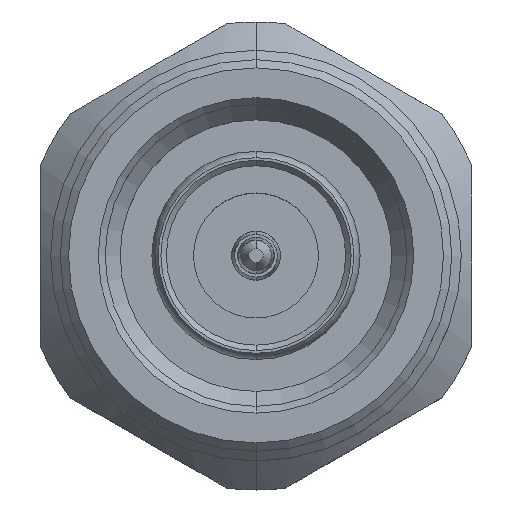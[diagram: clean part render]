
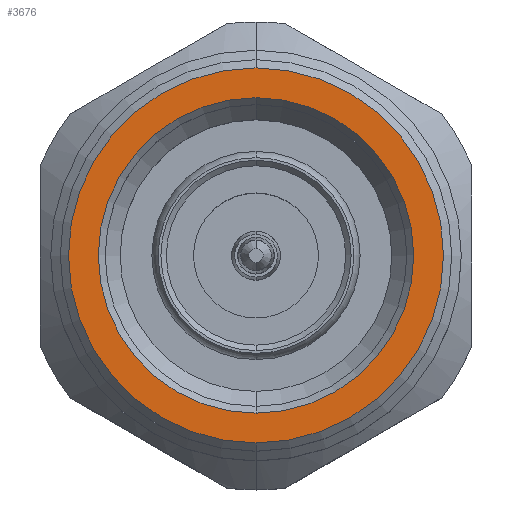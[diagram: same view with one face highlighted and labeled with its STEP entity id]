
A CAD part, top view. The second image highlights one B-rep face of the part: STEP entity #3676.
In plain terms, the highlighted face is planar.
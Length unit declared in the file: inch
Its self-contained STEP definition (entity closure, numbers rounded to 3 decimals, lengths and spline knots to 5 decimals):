
#10 = EDGE_LOOP ( 'NONE', ( #8465, #8219 ) ) ;
#407 = FACE_OUTER_BOUND ( 'NONE', #10, .T. ) ;
#865 = EDGE_CURVE ( 'NONE', #1985, #2099, #11331, .T. ) ;
#1083 = AXIS2_PLACEMENT_3D ( 'NONE', #10285, #11408, #6291 ) ;
#1985 = VERTEX_POINT ( 'NONE', #11337 ) ;
#2099 = VERTEX_POINT ( 'NONE', #12595 ) ;
#2180 = VERTEX_POINT ( 'NONE', #6358 ) ;
#2207 = AXIS2_PLACEMENT_3D ( 'NONE', #12798, #2694, #6762 ) ;
#2694 = DIRECTION ( 'NONE',  ( 1., 0., 0. ) ) ;
#2719 = CIRCLE ( 'NONE', #11858, 0.2285 ) ;
#3364 = CARTESIAN_POINT ( 'NONE',  ( 0., 0., 0. ) ) ;
#3428 = DIRECTION ( 'NONE',  ( 1., 0., 0. ) ) ;
#3557 = CIRCLE ( 'NONE', #4409, 0.27166 ) ;
#3676 = ADVANCED_FACE ( 'NONE', ( #4659, #407 ), #12626, .T. ) ;
#4041 = EDGE_LOOP ( 'NONE', ( #9649, #6440 ) ) ;
#4129 = AXIS2_PLACEMENT_3D ( 'NONE', #4464, #8519, #6649 ) ;
#4409 = AXIS2_PLACEMENT_3D ( 'NONE', #11532, #11607, #10475 ) ;
#4464 = CARTESIAN_POINT ( 'NONE',  ( 0., 0.27166, 0. ) ) ;
#4659 = FACE_BOUND ( 'NONE', #4041, .T. ) ;
#5127 = CARTESIAN_POINT ( 'NONE',  ( 0., 0.2285, 0. ) ) ;
#5987 = VERTEX_POINT ( 'NONE', #5127 ) ;
#6291 = DIRECTION ( 'NONE',  ( 0., 1., 0. ) ) ;
#6358 = CARTESIAN_POINT ( 'NONE',  ( 0., -0.2285, 0. ) ) ;
#6440 = ORIENTED_EDGE ( 'NONE', *, *, #8593, .T. ) ;
#6472 = EDGE_CURVE ( 'NONE', #2099, #1985, #3557, .T. ) ;
#6649 = DIRECTION ( 'NONE',  ( 0., -1., 0. ) ) ;
#6762 = DIRECTION ( 'NONE',  ( 0., 1., 0. ) ) ;
#6814 = CIRCLE ( 'NONE', #1083, 0.2285 ) ;
#8219 = ORIENTED_EDGE ( 'NONE', *, *, #865, .F. ) ;
#8301 = DIRECTION ( 'NONE',  ( 0., 1., 0. ) ) ;
#8465 = ORIENTED_EDGE ( 'NONE', *, *, #6472, .F. ) ;
#8519 = DIRECTION ( 'NONE',  ( -1., 0., 0. ) ) ;
#8593 = EDGE_CURVE ( 'NONE', #5987, #2180, #2719, .T. ) ;
#9649 = ORIENTED_EDGE ( 'NONE', *, *, #11229, .T. ) ;
#10285 = CARTESIAN_POINT ( 'NONE',  ( 0., 0., 0. ) ) ;
#10475 = DIRECTION ( 'NONE',  ( 0., 1., 0. ) ) ;
#11229 = EDGE_CURVE ( 'NONE', #2180, #5987, #6814, .T. ) ;
#11331 = CIRCLE ( 'NONE', #2207, 0.27166 ) ;
#11337 = CARTESIAN_POINT ( 'NONE',  ( 0., -0.27166, 0. ) ) ;
#11408 = DIRECTION ( 'NONE',  ( 1., 0., 0. ) ) ;
#11532 = CARTESIAN_POINT ( 'NONE',  ( 0., 0., 0. ) ) ;
#11607 = DIRECTION ( 'NONE',  ( 1., 0., 0. ) ) ;
#11858 = AXIS2_PLACEMENT_3D ( 'NONE', #3364, #3428, #8301 ) ;
#12595 = CARTESIAN_POINT ( 'NONE',  ( 0., 0.27166, 0. ) ) ;
#12626 = PLANE ( 'NONE',  #4129 ) ;
#12798 = CARTESIAN_POINT ( 'NONE',  ( 0., 0., 0. ) ) ;
